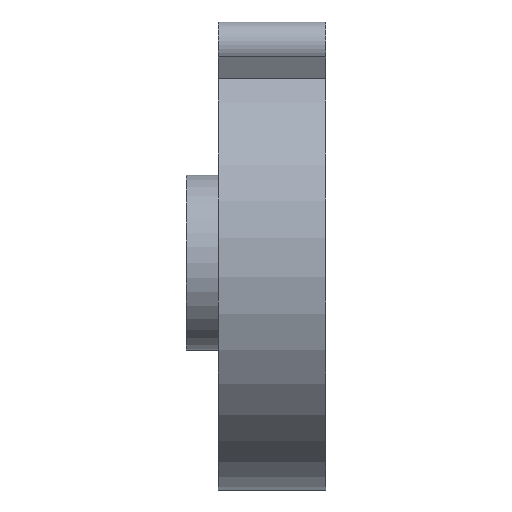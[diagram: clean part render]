
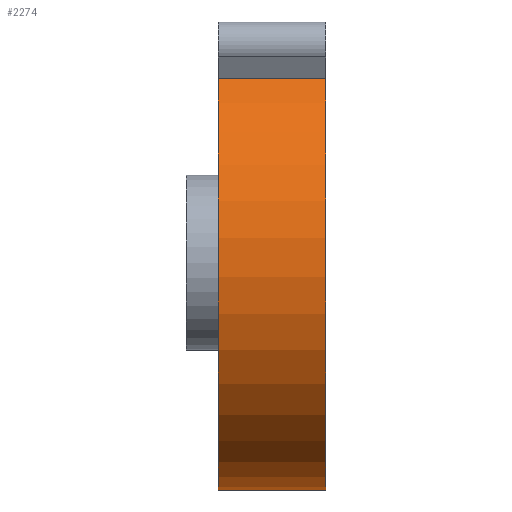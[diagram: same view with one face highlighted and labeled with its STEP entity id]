
A CAD part, left-side view. The second image highlights one B-rep face of the part: STEP entity #2274.
In plain terms, the highlighted cylindrical face has radius 39 mm (diameter 78 mm), a partial arc.
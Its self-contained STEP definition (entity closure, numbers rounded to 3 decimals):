
#45 = PLANE('',#46);
#46 = AXIS2_PLACEMENT_3D('',#47,#48,#49);
#47 = CARTESIAN_POINT('',(0.,0.,0.));
#48 = DIRECTION('',(0.,1.,0.));
#49 = DIRECTION('',(0.,-0.,1.));
#102 = PLANE('',#103);
#103 = AXIS2_PLACEMENT_3D('',#104,#105,#106);
#104 = CARTESIAN_POINT('',(0.,18.5,0.));
#105 = DIRECTION('',(0.,1.,0.));
#106 = DIRECTION('',(0.,-0.,1.));
#128 = PLANE('',#129);
#129 = AXIS2_PLACEMENT_3D('',#130,#131,#132);
#130 = CARTESIAN_POINT('',(-3.464,0.,-2.));
#131 = DIRECTION('',(0.866,-0.,0.5));
#132 = DIRECTION('',(0.5,0.,-0.866));
#2169 = VERTEX_POINT('',#2170);
#2170 = CARTESIAN_POINT('',(0.,18.5,-39.));
#2178 = CYLINDRICAL_SURFACE('',#2179,39.);
#2179 = AXIS2_PLACEMENT_3D('',#2180,#2181,#2182);
#2180 = CARTESIAN_POINT('',(0.,18.5,0.));
#2181 = DIRECTION('',(-0.,-1.,-0.));
#2182 = DIRECTION('',(0.,0.,-1.));
#2226 = VERTEX_POINT('',#2227);
#2227 = CARTESIAN_POINT('',(0.,0.,-39.));
#2249 = EDGE_CURVE('',#2169,#2226,#2250,.T.);
#2250 = SURFACE_CURVE('',#2251,(#2255,#2262),.PCURVE_S1.);
#2251 = LINE('',#2252,#2253);
#2252 = CARTESIAN_POINT('',(0.,18.5,-39.));
#2253 = VECTOR('',#2254,1.);
#2254 = DIRECTION('',(-0.,-1.,-0.));
#2255 = PCURVE('',#2178,#2256);
#2256 = DEFINITIONAL_REPRESENTATION('',(#2257),#2261);
#2257 = LINE('',#2258,#2259);
#2258 = CARTESIAN_POINT('',(0.,0.));
#2259 = VECTOR('',#2260,1.);
#2260 = DIRECTION('',(0.,1.));
#2261 = ( GEOMETRIC_REPRESENTATION_CONTEXT(2) 
PARAMETRIC_REPRESENTATION_CONTEXT() REPRESENTATION_CONTEXT('2D SPACE',''
  ) );
#2262 = PCURVE('',#2263,#2268);
#2263 = CYLINDRICAL_SURFACE('',#2264,39.);
#2264 = AXIS2_PLACEMENT_3D('',#2265,#2266,#2267);
#2265 = CARTESIAN_POINT('',(0.,18.5,0.));
#2266 = DIRECTION('',(-0.,-1.,-0.));
#2267 = DIRECTION('',(0.,0.,-1.));
#2268 = DEFINITIONAL_REPRESENTATION('',(#2269),#2273);
#2269 = LINE('',#2270,#2271);
#2270 = CARTESIAN_POINT('',(6.283,0.));
#2271 = VECTOR('',#2272,1.);
#2272 = DIRECTION('',(0.,1.));
#2273 = ( GEOMETRIC_REPRESENTATION_CONTEXT(2) 
PARAMETRIC_REPRESENTATION_CONTEXT() REPRESENTATION_CONTEXT('2D SPACE',''
  ) );
#2274 = ADVANCED_FACE('',(#2275),#2263,.T.);
#2275 = FACE_BOUND('',#2276,.T.);
#2276 = EDGE_LOOP('',(#2277,#2301,#2302,#2326));
#2277 = ORIENTED_EDGE('',*,*,#2278,.F.);
#2278 = EDGE_CURVE('',#2169,#2279,#2281,.T.);
#2279 = VERTEX_POINT('',#2280);
#2280 = CARTESIAN_POINT('',(-22.861,18.5,31.597));
#2281 = SURFACE_CURVE('',#2282,(#2287,#2294),.PCURVE_S1.);
#2282 = CIRCLE('',#2283,39.);
#2283 = AXIS2_PLACEMENT_3D('',#2284,#2285,#2286);
#2284 = CARTESIAN_POINT('',(0.,18.5,0.));
#2285 = DIRECTION('',(0.,1.,0.));
#2286 = DIRECTION('',(0.,-0.,1.));
#2287 = PCURVE('',#2263,#2288);
#2288 = DEFINITIONAL_REPRESENTATION('',(#2289),#2293);
#2289 = LINE('',#2290,#2291);
#2290 = CARTESIAN_POINT('',(9.425,0.));
#2291 = VECTOR('',#2292,1.);
#2292 = DIRECTION('',(-1.,0.));
#2293 = ( GEOMETRIC_REPRESENTATION_CONTEXT(2) 
PARAMETRIC_REPRESENTATION_CONTEXT() REPRESENTATION_CONTEXT('2D SPACE',''
  ) );
#2294 = PCURVE('',#102,#2295);
#2295 = DEFINITIONAL_REPRESENTATION('',(#2296),#2300);
#2296 = CIRCLE('',#2297,39.);
#2297 = AXIS2_PLACEMENT_2D('',#2298,#2299);
#2298 = CARTESIAN_POINT('',(0.,0.));
#2299 = DIRECTION('',(1.,0.));
#2300 = ( GEOMETRIC_REPRESENTATION_CONTEXT(2) 
PARAMETRIC_REPRESENTATION_CONTEXT() REPRESENTATION_CONTEXT('2D SPACE',''
  ) );
#2301 = ORIENTED_EDGE('',*,*,#2249,.T.);
#2302 = ORIENTED_EDGE('',*,*,#2303,.T.);
#2303 = EDGE_CURVE('',#2226,#2304,#2306,.T.);
#2304 = VERTEX_POINT('',#2305);
#2305 = CARTESIAN_POINT('',(-22.861,0.,31.597));
#2306 = SURFACE_CURVE('',#2307,(#2312,#2319),.PCURVE_S1.);
#2307 = CIRCLE('',#2308,39.);
#2308 = AXIS2_PLACEMENT_3D('',#2309,#2310,#2311);
#2309 = CARTESIAN_POINT('',(0.,0.,0.));
#2310 = DIRECTION('',(0.,1.,0.));
#2311 = DIRECTION('',(0.,-0.,1.));
#2312 = PCURVE('',#2263,#2313);
#2313 = DEFINITIONAL_REPRESENTATION('',(#2314),#2318);
#2314 = LINE('',#2315,#2316);
#2315 = CARTESIAN_POINT('',(9.425,18.5));
#2316 = VECTOR('',#2317,1.);
#2317 = DIRECTION('',(-1.,0.));
#2318 = ( GEOMETRIC_REPRESENTATION_CONTEXT(2) 
PARAMETRIC_REPRESENTATION_CONTEXT() REPRESENTATION_CONTEXT('2D SPACE',''
  ) );
#2319 = PCURVE('',#45,#2320);
#2320 = DEFINITIONAL_REPRESENTATION('',(#2321),#2325);
#2321 = CIRCLE('',#2322,39.);
#2322 = AXIS2_PLACEMENT_2D('',#2323,#2324);
#2323 = CARTESIAN_POINT('',(0.,0.));
#2324 = DIRECTION('',(1.,0.));
#2325 = ( GEOMETRIC_REPRESENTATION_CONTEXT(2) 
PARAMETRIC_REPRESENTATION_CONTEXT() REPRESENTATION_CONTEXT('2D SPACE',''
  ) );
#2326 = ORIENTED_EDGE('',*,*,#2327,.T.);
#2327 = EDGE_CURVE('',#2304,#2279,#2328,.T.);
#2328 = SURFACE_CURVE('',#2329,(#2333,#2340),.PCURVE_S1.);
#2329 = LINE('',#2330,#2331);
#2330 = CARTESIAN_POINT('',(-22.861,0.,31.597));
#2331 = VECTOR('',#2332,1.);
#2332 = DIRECTION('',(0.,1.,0.));
#2333 = PCURVE('',#2263,#2334);
#2334 = DEFINITIONAL_REPRESENTATION('',(#2335),#2339);
#2335 = LINE('',#2336,#2337);
#2336 = CARTESIAN_POINT('',(3.768,18.5));
#2337 = VECTOR('',#2338,1.);
#2338 = DIRECTION('',(0.,-1.));
#2339 = ( GEOMETRIC_REPRESENTATION_CONTEXT(2) 
PARAMETRIC_REPRESENTATION_CONTEXT() REPRESENTATION_CONTEXT('2D SPACE',''
  ) );
#2340 = PCURVE('',#128,#2341);
#2341 = DEFINITIONAL_REPRESENTATION('',(#2342),#2346);
#2342 = LINE('',#2343,#2344);
#2343 = CARTESIAN_POINT('',(-38.794,0.));
#2344 = VECTOR('',#2345,1.);
#2345 = DIRECTION('',(0.,1.));
#2346 = ( GEOMETRIC_REPRESENTATION_CONTEXT(2) 
PARAMETRIC_REPRESENTATION_CONTEXT() REPRESENTATION_CONTEXT('2D SPACE',''
  ) );
